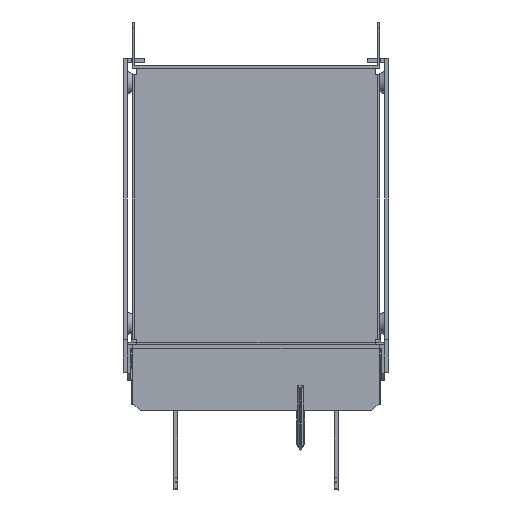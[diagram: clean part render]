
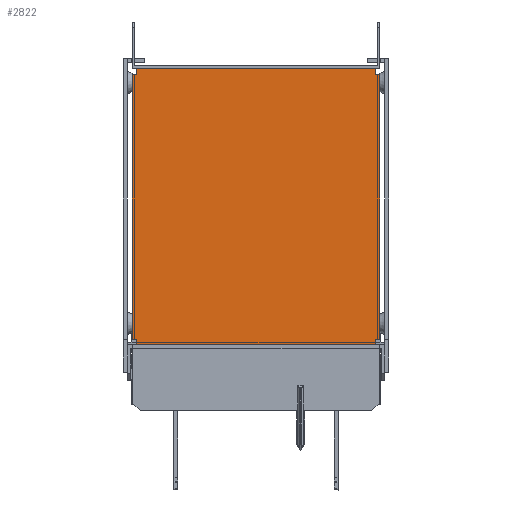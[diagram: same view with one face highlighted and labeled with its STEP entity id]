
A CAD part, left-side view. The second image highlights one B-rep face of the part: STEP entity #2822.
In plain terms, the highlighted planar face has unit normal (-1, 0, 0).
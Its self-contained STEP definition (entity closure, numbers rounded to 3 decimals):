
#2554=DIRECTION('',(0.,-1.,0.));
#2555=VECTOR('',#2554,134.);
#2556=CARTESIAN_POINT('',(522.49,458.038,526.591));
#2557=LINE('',#2556,#2555);
#2561=DIRECTION('',(0.,0.,-1.));
#2562=VECTOR('',#2561,3.5);
#2563=CARTESIAN_POINT('',(522.489,324.038,526.591));
#2564=LINE('',#2563,#2562);
#2568=DIRECTION('',(0.,-1.,0.));
#2569=VECTOR('',#2568,2.499);
#2570=CARTESIAN_POINT('',(522.489,324.038,523.091));
#2571=LINE('',#2570,#2569);
#2575=DIRECTION('',(0.,0.,-1.));
#2576=VECTOR('',#2575,148.5);
#2577=CARTESIAN_POINT('',(522.489,321.538,523.091));
#2578=LINE('',#2577,#2576);
#2582=DIRECTION('',(0.,1.,0.));
#2583=VECTOR('',#2582,2.5);
#2584=CARTESIAN_POINT('',(522.489,321.538,374.591));
#2585=LINE('',#2584,#2583);
#2589=DIRECTION('',(0.,0.,-1.));
#2590=VECTOR('',#2589,3.);
#2591=CARTESIAN_POINT('',(522.489,324.038,374.591));
#2592=LINE('',#2591,#2590);
#2596=DIRECTION('',(0.,0.,1.));
#2597=VECTOR('',#2596,3.);
#2598=CARTESIAN_POINT('',(522.49,458.038,371.591));
#2599=LINE('',#2598,#2597);
#2603=DIRECTION('',(0.,1.,0.));
#2604=VECTOR('',#2603,2.5);
#2605=CARTESIAN_POINT('',(522.49,458.038,374.591));
#2606=LINE('',#2605,#2604);
#2610=DIRECTION('',(0.,0.,1.));
#2611=VECTOR('',#2610,148.5);
#2612=CARTESIAN_POINT('',(522.49,460.538,374.591));
#2613=LINE('',#2612,#2611);
#2617=DIRECTION('',(0.,-1.,0.));
#2618=VECTOR('',#2617,2.5);
#2619=CARTESIAN_POINT('',(522.49,460.538,523.091));
#2620=LINE('',#2619,#2618);
#2624=DIRECTION('',(0.,0.,1.));
#2625=VECTOR('',#2624,3.5);
#2626=CARTESIAN_POINT('',(522.49,458.038,523.091));
#2627=LINE('',#2626,#2625);
#2673=DIRECTION('',(0.,-1.,0.));
#2674=VECTOR('',#2673,134.);
#2675=CARTESIAN_POINT('',(522.49,458.038,371.591));
#2676=LINE('',#2675,#2674);
#2743=CARTESIAN_POINT('',(522.49,458.038,526.591));
#2744=CARTESIAN_POINT('',(522.489,324.038,526.591));
#2745=VERTEX_POINT('',#2743);
#2746=VERTEX_POINT('',#2744);
#2747=CARTESIAN_POINT('',(522.489,324.038,523.091));
#2748=VERTEX_POINT('',#2747);
#2749=CARTESIAN_POINT('',(522.489,321.538,523.091));
#2750=VERTEX_POINT('',#2749);
#2751=CARTESIAN_POINT('',(522.489,321.538,374.591));
#2752=CARTESIAN_POINT('',(522.489,324.038,374.591));
#2753=VERTEX_POINT('',#2751);
#2754=VERTEX_POINT('',#2752);
#2755=CARTESIAN_POINT('',(522.489,324.038,371.591));
#2756=VERTEX_POINT('',#2755);
#2757=CARTESIAN_POINT('',(522.49,458.038,371.591));
#2758=CARTESIAN_POINT('',(522.49,458.038,374.591));
#2759=VERTEX_POINT('',#2757);
#2760=VERTEX_POINT('',#2758);
#2761=CARTESIAN_POINT('',(522.49,460.538,374.591));
#2762=VERTEX_POINT('',#2761);
#2763=CARTESIAN_POINT('',(522.49,460.538,523.091));
#2764=CARTESIAN_POINT('',(522.49,458.038,523.091));
#2765=VERTEX_POINT('',#2763);
#2766=VERTEX_POINT('',#2764);
#2791=CARTESIAN_POINT('',(522.489,324.008,525.621));
#2792=DIRECTION('',(1.,0.,0.));
#2793=DIRECTION('',(0.,0.,-1.));
#2794=AXIS2_PLACEMENT_3D('',#2791,#2792,#2793);
#2795=PLANE('',#2794);
#2797=ORIENTED_EDGE('',*,*,#2796,.T.);
#2799=ORIENTED_EDGE('',*,*,#2798,.T.);
#2801=ORIENTED_EDGE('',*,*,#2800,.T.);
#2803=ORIENTED_EDGE('',*,*,#2802,.T.);
#2805=ORIENTED_EDGE('',*,*,#2804,.T.);
#2807=ORIENTED_EDGE('',*,*,#2806,.T.);
#2809=ORIENTED_EDGE('',*,*,#2808,.F.);
#2811=ORIENTED_EDGE('',*,*,#2810,.T.);
#2813=ORIENTED_EDGE('',*,*,#2812,.T.);
#2815=ORIENTED_EDGE('',*,*,#2814,.T.);
#2817=ORIENTED_EDGE('',*,*,#2816,.T.);
#2819=ORIENTED_EDGE('',*,*,#2818,.T.);
#2820=EDGE_LOOP('',(#2797,#2799,#2801,#2803,#2805,#2807,#2809,#2811,#2813,#2815,
#2817,#2819));
#2821=FACE_OUTER_BOUND('',#2820,.F.);
#2796=EDGE_CURVE('',#2745,#2746,#2557,.T.);
#2798=EDGE_CURVE('',#2746,#2748,#2564,.T.);
#2800=EDGE_CURVE('',#2748,#2750,#2571,.T.);
#2802=EDGE_CURVE('',#2750,#2753,#2578,.T.);
#2804=EDGE_CURVE('',#2753,#2754,#2585,.T.);
#2806=EDGE_CURVE('',#2754,#2756,#2592,.T.);
#2808=EDGE_CURVE('',#2759,#2756,#2676,.T.);
#2810=EDGE_CURVE('',#2759,#2760,#2599,.T.);
#2812=EDGE_CURVE('',#2760,#2762,#2606,.T.);
#2814=EDGE_CURVE('',#2762,#2765,#2613,.T.);
#2816=EDGE_CURVE('',#2765,#2766,#2620,.T.);
#2818=EDGE_CURVE('',#2766,#2745,#2627,.T.);
#2822=ADVANCED_FACE('',(#2821),#2795,.F.);
